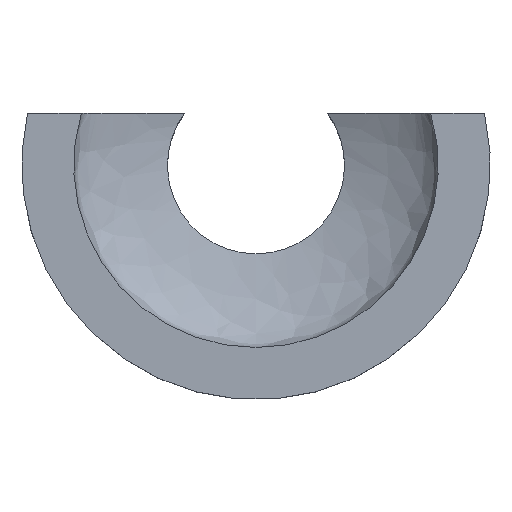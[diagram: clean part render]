
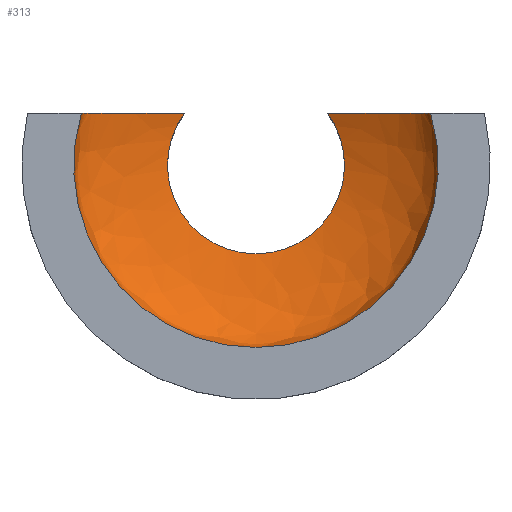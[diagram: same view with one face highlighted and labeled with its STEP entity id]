
A CAD part, top view. The second image highlights one B-rep face of the part: STEP entity #313.
In plain terms, the highlighted free-form (B-spline) face has degree [3, 3] with [18, 4] control points.
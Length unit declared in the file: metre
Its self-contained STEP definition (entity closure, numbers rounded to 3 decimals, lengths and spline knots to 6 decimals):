
#14=B_SPLINE_SURFACE_WITH_KNOTS('',3,3,((#519,#520,#521,#522),(#523,#524,
#525,#526),(#527,#528,#529,#530),(#531,#532,#533,#534),(#535,#536,#537,
#538),(#539,#540,#541,#542),(#543,#544,#545,#546),(#547,#548,#549,#550),
(#551,#552,#553,#554),(#555,#556,#557,#558),(#559,#560,#561,#562),(#563,
#564,#565,#566),(#567,#568,#569,#570),(#571,#572,#573,#574),(#575,#576,
#577,#578),(#579,#580,#581,#582),(#583,#584,#585,#586),(#587,#588,#589,
#590)),.UNSPECIFIED.,.F.,.F.,.F.,(4,2,2,2,2,2,2,2,4),(4,4),(0.,0.125,0.25,
0.375,0.5,0.625,0.75,0.875,1.),(0.,1.),.UNSPECIFIED.);
#16=CIRCLE('',#357,0.0017);
#18=CIRCLE('',#360,0.0035);
#37=B_SPLINE_CURVE_WITH_KNOTS('',3,(#494,#495,#496,#497),.UNSPECIFIED.,
 .F.,.F.,(4,4),(0.,1.),.PIECEWISE_BEZIER_KNOTS.);
#38=B_SPLINE_CURVE_WITH_KNOTS('',3,(#508,#509,#510,#511),.UNSPECIFIED.,
 .F.,.F.,(4,4),(0.,1.),.PIECEWISE_BEZIER_KNOTS.);
#57=ORIENTED_EDGE('',*,*,#137,.T.);
#58=ORIENTED_EDGE('',*,*,#140,.F.);
#59=ORIENTED_EDGE('',*,*,#132,.F.);
#60=ORIENTED_EDGE('',*,*,#142,.T.);
#132=EDGE_CURVE('',#177,#178,#37,.T.);
#137=EDGE_CURVE('',#183,#182,#38,.T.);
#140=EDGE_CURVE('',#178,#182,#16,.T.);
#142=EDGE_CURVE('',#177,#183,#18,.T.);
#177=VERTEX_POINT('',#493);
#178=VERTEX_POINT('',#498);
#182=VERTEX_POINT('',#507);
#183=VERTEX_POINT('',#512);
#264=EDGE_LOOP('',(#57,#58,#59,#60));
#283=FACE_BOUND('',#264,.T.);
#313=ADVANCED_FACE('',(#283),#14,.T.);
#357=AXIS2_PLACEMENT_3D('',#516,#405,#406);
#360=AXIS2_PLACEMENT_3D('',#591,#411,#412);
#405=DIRECTION('',(0.,0.,1.));
#406=DIRECTION('',(1.,0.,0.));
#411=DIRECTION('',(0.,0.,1.));
#412=DIRECTION('',(1.,0.,0.));
#493=CARTESIAN_POINT('',(-0.013782,0.026352,0.0015));
#494=CARTESIAN_POINT('',(-0.013782,0.026352,0.0015));
#495=CARTESIAN_POINT('',(-0.013782,0.026352,0.001095));
#496=CARTESIAN_POINT('',(-0.012792,0.026352,0.000747));
#497=CARTESIAN_POINT('',(-0.011803,0.026352,0.0004));
#498=CARTESIAN_POINT('',(-0.011803,0.026352,0.0004));
#507=CARTESIAN_POINT('',(-0.009053,0.026352,0.0004));
#508=CARTESIAN_POINT('',(-0.007074,0.026352,0.0015));
#509=CARTESIAN_POINT('',(-0.007074,0.026352,0.001095));
#510=CARTESIAN_POINT('',(-0.008063,0.026352,0.000747));
#511=CARTESIAN_POINT('',(-0.009053,0.026352,0.0004));
#512=CARTESIAN_POINT('',(-0.007074,0.026352,0.0015));
#516=CARTESIAN_POINT('',(-0.010428,0.025352,0.0004));
#519=CARTESIAN_POINT('',(-0.013782,0.026352,0.0015));
#520=CARTESIAN_POINT('',(-0.013782,0.026352,0.001095));
#521=CARTESIAN_POINT('',(-0.012792,0.026352,0.000747));
#522=CARTESIAN_POINT('',(-0.011803,0.026352,0.0004));
#523=CARTESIAN_POINT('',(-0.013937,0.025832,0.0015));
#524=CARTESIAN_POINT('',(-0.013937,0.025832,0.001047));
#525=CARTESIAN_POINT('',(-0.012962,0.025966,0.000724));
#526=CARTESIAN_POINT('',(-0.011986,0.0261,0.0004));
#527=CARTESIAN_POINT('',(-0.013969,0.025275,0.0015));
#528=CARTESIAN_POINT('',(-0.013969,0.025275,0.001006));
#529=CARTESIAN_POINT('',(-0.013033,0.025536,0.000703));
#530=CARTESIAN_POINT('',(-0.012098,0.025797,0.0004));
#531=CARTESIAN_POINT('',(-0.01378,0.024207,0.0015));
#532=CARTESIAN_POINT('',(-0.01378,0.024207,0.000935));
#533=CARTESIAN_POINT('',(-0.012963,0.024691,0.000668));
#534=CARTESIAN_POINT('',(-0.012147,0.025175,0.0004));
#535=CARTESIAN_POINT('',(-0.013558,0.023695,0.0015));
#536=CARTESIAN_POINT('',(-0.013558,0.023695,0.000906));
#537=CARTESIAN_POINT('',(-0.012821,0.024277,0.000653));
#538=CARTESIAN_POINT('',(-0.012084,0.024858,0.0004));
#539=CARTESIAN_POINT('',(-0.01291,0.022825,0.0015));
#540=CARTESIAN_POINT('',(-0.01291,0.022825,0.000859));
#541=CARTESIAN_POINT('',(-0.012356,0.023564,0.000629));
#542=CARTESIAN_POINT('',(-0.011801,0.024303,0.0004));
#543=CARTESIAN_POINT('',(-0.012483,0.022467,0.0015));
#544=CARTESIAN_POINT('',(-0.012483,0.022467,0.000841));
#545=CARTESIAN_POINT('',(-0.012032,0.023266,0.000621));
#546=CARTESIAN_POINT('',(-0.011582,0.024065,0.0004));
#547=CARTESIAN_POINT('',(-0.011513,0.02198,0.0015));
#548=CARTESIAN_POINT('',(-0.011513,0.02198,0.000818));
#549=CARTESIAN_POINT('',(-0.011282,0.02286,0.000609));
#550=CARTESIAN_POINT('',(-0.011051,0.02374,0.0004));
#551=CARTESIAN_POINT('',(-0.010971,0.021852,0.0015));
#552=CARTESIAN_POINT('',(-0.010971,0.021852,0.000812));
#553=CARTESIAN_POINT('',(-0.010855,0.022752,0.000606));
#554=CARTESIAN_POINT('',(-0.01074,0.023652,0.0004));
#555=CARTESIAN_POINT('',(-0.009885,0.021852,0.0015));
#556=CARTESIAN_POINT('',(-0.009885,0.021852,0.000812));
#557=CARTESIAN_POINT('',(-0.010001,0.022752,0.000606));
#558=CARTESIAN_POINT('',(-0.010116,0.023652,0.0004));
#559=CARTESIAN_POINT('',(-0.009343,0.02198,0.0015));
#560=CARTESIAN_POINT('',(-0.009343,0.02198,0.000818));
#561=CARTESIAN_POINT('',(-0.009574,0.02286,0.000609));
#562=CARTESIAN_POINT('',(-0.009805,0.02374,0.0004));
#563=CARTESIAN_POINT('',(-0.008373,0.022467,0.0015));
#564=CARTESIAN_POINT('',(-0.008373,0.022467,0.000841));
#565=CARTESIAN_POINT('',(-0.008823,0.023266,0.000621));
#566=CARTESIAN_POINT('',(-0.009274,0.024065,0.0004));
#567=CARTESIAN_POINT('',(-0.007946,0.022825,0.0015));
#568=CARTESIAN_POINT('',(-0.007946,0.022825,0.000859));
#569=CARTESIAN_POINT('',(-0.0085,0.023564,0.000629));
#570=CARTESIAN_POINT('',(-0.009054,0.024303,0.0004));
#571=CARTESIAN_POINT('',(-0.007297,0.023695,0.0015));
#572=CARTESIAN_POINT('',(-0.007297,0.023695,0.000906));
#573=CARTESIAN_POINT('',(-0.008034,0.024277,0.000653));
#574=CARTESIAN_POINT('',(-0.008772,0.024858,0.0004));
#575=CARTESIAN_POINT('',(-0.007076,0.024207,0.0015));
#576=CARTESIAN_POINT('',(-0.007076,0.024207,0.000935));
#577=CARTESIAN_POINT('',(-0.007892,0.024691,0.000668));
#578=CARTESIAN_POINT('',(-0.008709,0.025175,0.0004));
#579=CARTESIAN_POINT('',(-0.006887,0.025275,0.0015));
#580=CARTESIAN_POINT('',(-0.006887,0.025275,0.001006));
#581=CARTESIAN_POINT('',(-0.007822,0.025536,0.000703));
#582=CARTESIAN_POINT('',(-0.008758,0.025797,0.0004));
#583=CARTESIAN_POINT('',(-0.006919,0.025832,0.0015));
#584=CARTESIAN_POINT('',(-0.006919,0.025832,0.001047));
#585=CARTESIAN_POINT('',(-0.007894,0.025966,0.000724));
#586=CARTESIAN_POINT('',(-0.00887,0.0261,0.0004));
#587=CARTESIAN_POINT('',(-0.007074,0.026352,0.0015));
#588=CARTESIAN_POINT('',(-0.007074,0.026352,0.001095));
#589=CARTESIAN_POINT('',(-0.008063,0.026352,0.000747));
#590=CARTESIAN_POINT('',(-0.009053,0.026352,0.0004));
#591=CARTESIAN_POINT('',(-0.010428,0.025352,0.0015));
